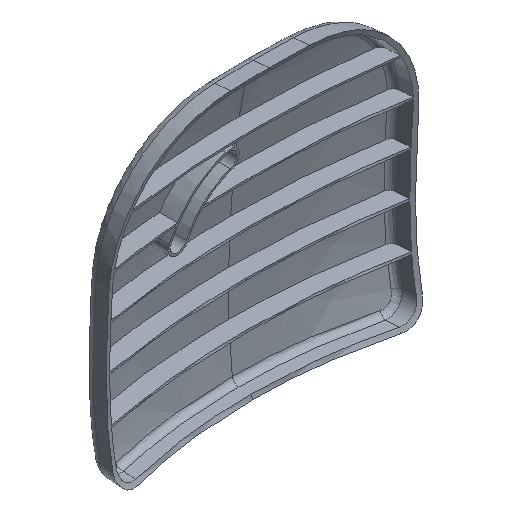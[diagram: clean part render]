
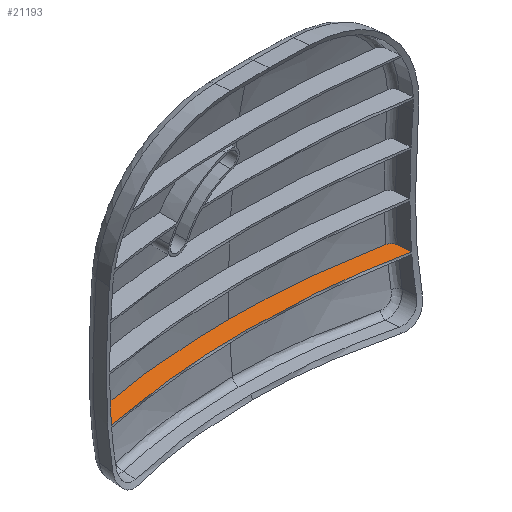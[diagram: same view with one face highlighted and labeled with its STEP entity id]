
A CAD part, isometric view. The second image highlights one B-rep face of the part: STEP entity #21193.
In plain terms, the highlighted planar face has unit normal (0, 0, 1).
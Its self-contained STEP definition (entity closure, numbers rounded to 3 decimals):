
#6663=CARTESIAN_POINT('POINT33',(63.42,
   164.731,-39.5));
#6664=VERTEX_POINT('VERTEX33',#6663);
#6689=CARTESIAN_POINT('POINT35',(65.835,
   162.041,-39.5));
#6690=VERTEX_POINT('VERTEX35',#6689);
#6691=B_SPLINE_CURVE_WITH_KNOTS('SPLINE_CRV43',3,(#6692,#6693,#6694,
   #6695,#6696,#6697,#6698,#6699,#6700),.UNSPECIFIED.,.F.,.F.,(4,1,1,1,1
   ,1,4),(0.,0.166,0.334,
   0.503,0.668,0.835,
   1.),.UNSPECIFIED.);
#6692=CARTESIAN_POINT('',(63.42,164.731,
   -39.5));
#6693=CARTESIAN_POINT('',(63.63,164.69,
   -39.5));
#6694=CARTESIAN_POINT('',(64.046,164.562,
   -39.5));
#6695=CARTESIAN_POINT('',(64.614,164.238,
   -39.5));
#6696=CARTESIAN_POINT('',(65.099,163.8,
   -39.5));
#6697=CARTESIAN_POINT('',(65.477,163.271,
   -39.5));
#6698=CARTESIAN_POINT('',(65.733,162.678,
   -39.5));
#6699=CARTESIAN_POINT('',(65.816,162.254,
   -39.499));
#6700=CARTESIAN_POINT('',(65.835,162.041,
   -39.5));
#6701=EDGE_CURVE('EDGE43',#6690,#6664,#6691,.F.);
#6939=CARTESIAN_POINT('POINT37',(0.003,
   170.714,-39.5));
#6940=VERTEX_POINT('VERTEX37',#6939);
#6941=(BOUNDED_CURVE() B_SPLINE_CURVE(3,(#6942,#6943,#6944,#6945,#6946,
   #6947),.UNSPECIFIED.,.F.,.F.) B_SPLINE_CURVE_WITH_KNOTS((4,1,1,4),(
   0.,0.334,0.668,1.),
   .UNSPECIFIED.) CURVE() GEOMETRIC_REPRESENTATION_ITEM() 
   RATIONAL_B_SPLINE_CURVE((1.,1.,1.,1.,1.
   ,1.)) REPRESENTATION_ITEM('SPLINE_CRV46'));
#6942=CARTESIAN_POINT('',(63.419,164.732,
   -39.5));
#6943=CARTESIAN_POINT('',(56.47,166.09,
   -39.5));
#6944=CARTESIAN_POINT('',(42.474,168.348,
   -39.5));
#6945=CARTESIAN_POINT('',(20.79,170.324,
   -39.5));
#6946=CARTESIAN_POINT('',(6.882,170.736,
   -39.5));
#6947=CARTESIAN_POINT('',(0.008,170.714,
   -39.5));
#6948=EDGE_CURVE('EDGE46',#6664,#6940,#6941,.T.);
#7132=CARTESIAN_POINT('POINT41',(-63.42,
   164.731,-39.5));
#7133=VERTEX_POINT('VERTEX41',#7132);
#7156=CARTESIAN_POINT('POINT42',(-13.734,
   170.451,-39.5));
#7157=VERTEX_POINT('VERTEX42',#7156);
#7158=(BOUNDED_CURVE() B_SPLINE_CURVE(3,(#7159,#7160,#7161,#7162,#7163,
   #7164),.UNSPECIFIED.,.F.,.F.) B_SPLINE_CURVE_WITH_KNOTS((4,1,1,4),(
   0.,0.333,0.667,1.),
   .UNSPECIFIED.) CURVE() GEOMETRIC_REPRESENTATION_ITEM() 
   RATIONAL_B_SPLINE_CURVE((1.,1.,1.,1.,1.
   ,1.)) REPRESENTATION_ITEM('SPLINE_CRV51'));
#7159=CARTESIAN_POINT('',(-13.734,170.451,
   -39.5));
#7160=CARTESIAN_POINT('',(-19.268,170.244,
   -39.5));
#7161=CARTESIAN_POINT('',(-30.337,169.543,
   -39.5));
#7162=CARTESIAN_POINT('',(-47.037,167.637,
   -39.5));
#7163=CARTESIAN_POINT('',(-57.979,165.794,
   -39.5));
#7164=CARTESIAN_POINT('',(-63.419,164.732,
   -39.5));
#7165=EDGE_CURVE('EDGE51',#7157,#7133,#7158,.T.);
#7167=(BOUNDED_CURVE() B_SPLINE_CURVE(3,(#7168,#7169,#7170,#7171,#7172,
   #7173),.UNSPECIFIED.,.F.,.F.) B_SPLINE_CURVE_WITH_KNOTS((4,1,1,4),(
   0.,0.335,0.668,1.),
   .UNSPECIFIED.) CURVE() GEOMETRIC_REPRESENTATION_ITEM() 
   RATIONAL_B_SPLINE_CURVE((1.,1.,1.,1.,1.
   ,1.)) REPRESENTATION_ITEM('SPLINE_CRV52'));
#7168=CARTESIAN_POINT('',(-13.734,170.451,
   -39.5));
#7169=CARTESIAN_POINT('',(-12.17,170.512,
   -39.5));
#7170=CARTESIAN_POINT('',(-9.07,170.611,
   -39.5));
#7171=CARTESIAN_POINT('',(-4.501,170.696,
   -39.5));
#7172=CARTESIAN_POINT('',(-1.488,170.714,
   -39.5));
#7173=CARTESIAN_POINT('',(0.008,170.714,
   -39.5));
#7174=EDGE_CURVE('EDGE52',#7157,#6940,#7167,.T.);
#7336=CARTESIAN_POINT('POINT44',(-65.835,
   162.041,-39.5));
#7337=VERTEX_POINT('VERTEX44',#7336);
#7360=B_SPLINE_CURVE_WITH_KNOTS('SPLINE_CRV55',3,(#7361,#7362,#7363,
   #7364,#7365,#7366,#7367,#7368,#7369),.UNSPECIFIED.,.F.,.F.,(4,1,1,1,1
   ,1,4),(0.,0.168,0.338,
   0.506,0.672,0.837,
   1.),.UNSPECIFIED.);
#7361=CARTESIAN_POINT('',(-65.835,162.041,
   -39.5));
#7362=CARTESIAN_POINT('',(-65.816,162.258,
   -39.499));
#7363=CARTESIAN_POINT('',(-65.731,162.689,
   -39.5));
#7364=CARTESIAN_POINT('',(-65.466,163.293,
   -39.5));
#7365=CARTESIAN_POINT('',(-65.08,163.821,
   -39.5));
#7366=CARTESIAN_POINT('',(-64.594,164.252,
   -39.5));
#7367=CARTESIAN_POINT('',(-64.034,164.566,
   -39.5));
#7368=CARTESIAN_POINT('',(-63.626,164.691,
   -39.5));
#7369=CARTESIAN_POINT('',(-63.42,164.731,
   -39.5));
#7370=EDGE_CURVE('EDGE55',#7133,#7337,#7360,.F.);
#17088=CARTESIAN_POINT('POINT125',(-66.346,
   156.193,-39.5));
#17089=VERTEX_POINT('VERTEX125',#17088);
#17090=CARTESIAN_POINT('POS47',(-65.835,
   162.041,-39.5));
#17091=DIRECTION('DIR77',(-0.087,-0.996,
   0.));
#17092=VECTOR('VEC17',#17091,1.);
#17093=LINE('STRAIGHT17',#17090,#17092);
#17094=EDGE_CURVE('EDGE172',#7337,#17089,#17093,.T.);
#21152=CARTESIAN_POINT('POINT147',(0.,
   162.715,-39.5));
#21153=VERTEX_POINT('VERTEX147',#21152);
#21154=CARTESIAN_POINT('POINT148',(66.346,
   156.193,-39.5));
#21155=VERTEX_POINT('VERTEX148',#21154);
#21156=(BOUNDED_CURVE() B_SPLINE_CURVE(3,(#21157,#21158,#21159,#21160,
   #21161,#21162),.UNSPECIFIED.,.F.,.F.) B_SPLINE_CURVE_WITH_KNOTS((4,1,
   1,4),(0.,0.332,0.665,1.),
   .UNSPECIFIED.) CURVE() GEOMETRIC_REPRESENTATION_ITEM() 
   RATIONAL_B_SPLINE_CURVE((1.,1.,1.,1.,1.
   ,1.)) REPRESENTATION_ITEM('SPLINE_CRV165'));
#21157=CARTESIAN_POINT('',(0.,162.715,
   -39.5));
#21158=CARTESIAN_POINT('',(7.206,162.734,
   -39.5));
#21159=CARTESIAN_POINT('',(21.742,162.282,
   -39.5));
#21160=CARTESIAN_POINT('',(43.932,160.204,
   -39.5));
#21161=CARTESIAN_POINT('',(58.841,157.709,
   -39.5));
#21162=CARTESIAN_POINT('',(66.346,156.193,
   -39.5));
#21163=EDGE_CURVE('EDGE208',#21153,#21155,#21156,.T.);
#21164=ORIENTED_EDGE('COEDGE312',*,*,#21163,.T.);
#21165=CARTESIAN_POINT('POS62',(65.835,
   162.041,-39.5));
#21166=DIRECTION('DIR100',(0.087,-0.996,
   0.));
#21167=VECTOR('VEC24',#21166,1.);
#21168=LINE('STRAIGHT24',#21165,#21167);
#21169=EDGE_CURVE('EDGE209',#6690,#21155,#21168,.T.);
#21170=ORIENTED_EDGE('COEDGE313',*,*,#21169,.F.);
#21171=ORIENTED_EDGE('COEDGE314',*,*,#6701,.T.);
#21172=ORIENTED_EDGE('COEDGE315',*,*,#6948,.T.);
#21173=ORIENTED_EDGE('COEDGE316',*,*,#7174,.F.);
#21174=ORIENTED_EDGE('COEDGE317',*,*,#7165,.T.);
#21175=ORIENTED_EDGE('COEDGE318',*,*,#7370,.T.);
#21176=ORIENTED_EDGE('COEDGE319',*,*,#17094,.T.);
#21177=(BOUNDED_CURVE() B_SPLINE_CURVE(3,(#21178,#21179,#21180,#21181,
   #21182,#21183),.UNSPECIFIED.,.F.,.F.) B_SPLINE_CURVE_WITH_KNOTS((4,1,
   1,4),(0.,0.335,0.668,1.),
   .UNSPECIFIED.) CURVE() GEOMETRIC_REPRESENTATION_ITEM() 
   RATIONAL_B_SPLINE_CURVE((1.,1.,1.,1.,1.
   ,1.)) REPRESENTATION_ITEM('SPLINE_CRV166'));
#21178=CARTESIAN_POINT('',(-66.346,156.193,
   -39.5));
#21179=CARTESIAN_POINT('',(-58.841,157.709,
   -39.5));
#21180=CARTESIAN_POINT('',(-43.932,160.204,
   -39.5));
#21181=CARTESIAN_POINT('',(-21.742,162.282,
   -39.5));
#21182=CARTESIAN_POINT('',(-7.206,162.734,
   -39.5));
#21183=CARTESIAN_POINT('',(0.,162.715,
   -39.5));
#21184=EDGE_CURVE('EDGE210',#17089,#21153,#21177,.T.);
#21185=ORIENTED_EDGE('COEDGE320',*,*,#21184,.T.);
#21186=EDGE_LOOP('NONE',(#21164,#21170,#21171,#21172,#21173,#21174,
   #21175,#21176,#21185));
#21187=FACE_BOUND('LOOP1',#21186,.T.);
#21188=CARTESIAN_POINT('POS63',(-207.564,
   170.451,-39.5));
#21189=DIRECTION('DIR101',(0.,0.,1.));
#21190=DIRECTION('DIR102',(1.,0.,0.));
#21191=AXIS2_PLACEMENT_3D('AXIS39',#21188,#21189,#21190);
#21192=PLANE('PLANE6',#21191);
#21193=ADVANCED_FACE('FACE69',(#21187),#21192,.T.);
